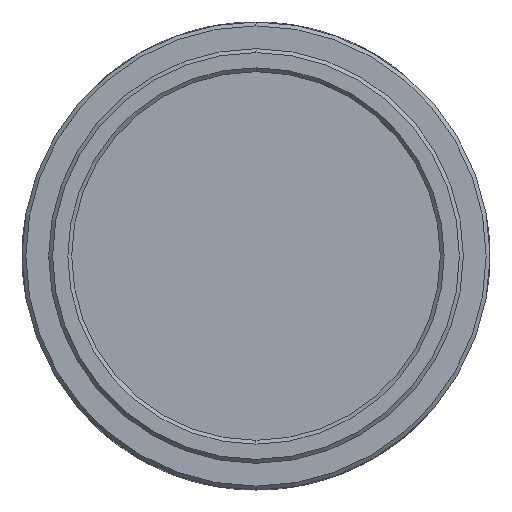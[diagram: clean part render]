
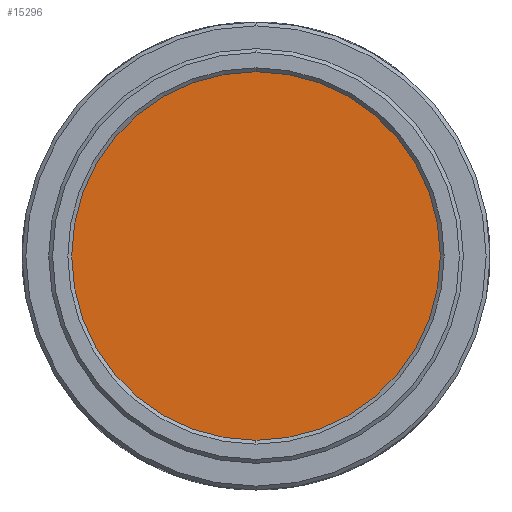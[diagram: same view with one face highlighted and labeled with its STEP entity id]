
A CAD part, left-side view. The second image highlights one B-rep face of the part: STEP entity #15296.
In plain terms, the highlighted planar face has unit normal (-1, 0, 0).
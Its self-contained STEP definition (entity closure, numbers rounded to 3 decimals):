
#1151 = CIRCLE ( 'NONE', #8765, 12.45 ) ;
#1598 = FACE_OUTER_BOUND ( 'NONE', #13765, .T. ) ;
#2442 = ORIENTED_EDGE ( 'NONE', *, *, #24220, .T. ) ;
#4198 = CARTESIAN_POINT ( 'NONE',  ( -2.54, 12.45, 0. ) ) ;
#4469 = CARTESIAN_POINT ( 'NONE',  ( -2.54, 0., 0. ) ) ;
#5307 = AXIS2_PLACEMENT_3D ( 'NONE', #9807, #24188, #11873 ) ;
#5430 = DIRECTION ( 'NONE',  ( 1., 0., 0. ) ) ;
#6552 = DIRECTION ( 'NONE',  ( 0., 1., 0. ) ) ;
#8765 = AXIS2_PLACEMENT_3D ( 'NONE', #4469, #18916, #6552 ) ;
#9807 = CARTESIAN_POINT ( 'NONE',  ( -2.54, 0., 0. ) ) ;
#11873 = DIRECTION ( 'NONE',  ( 0., 1., 0. ) ) ;
#13765 = EDGE_LOOP ( 'NONE', ( #16453, #2442 ) ) ;
#15296 = ADVANCED_FACE ( 'NONE', ( #1598 ), #26004, .F. ) ;
#15695 = CIRCLE ( 'NONE', #5307, 12.45 ) ;
#15887 = VERTEX_POINT ( 'NONE', #4198 ) ;
#16453 = ORIENTED_EDGE ( 'NONE', *, *, #25100, .T. ) ;
#18773 = VERTEX_POINT ( 'NONE', #22882 ) ;
#18916 = DIRECTION ( 'NONE',  ( -1., 0., 0. ) ) ;
#19875 = DIRECTION ( 'NONE',  ( 0., 1., 0. ) ) ;
#20756 = AXIS2_PLACEMENT_3D ( 'NONE', #23927, #5430, #19875 ) ;
#22882 = CARTESIAN_POINT ( 'NONE',  ( -2.54, -12.45, 0. ) ) ;
#23927 = CARTESIAN_POINT ( 'NONE',  ( -2.54, 0., 0. ) ) ;
#24188 = DIRECTION ( 'NONE',  ( -1., 0., 0. ) ) ;
#24220 = EDGE_CURVE ( 'NONE', #18773, #15887, #1151, .T. ) ;
#25100 = EDGE_CURVE ( 'NONE', #15887, #18773, #15695, .T. ) ;
#26004 = PLANE ( 'NONE',  #20756 ) ;
